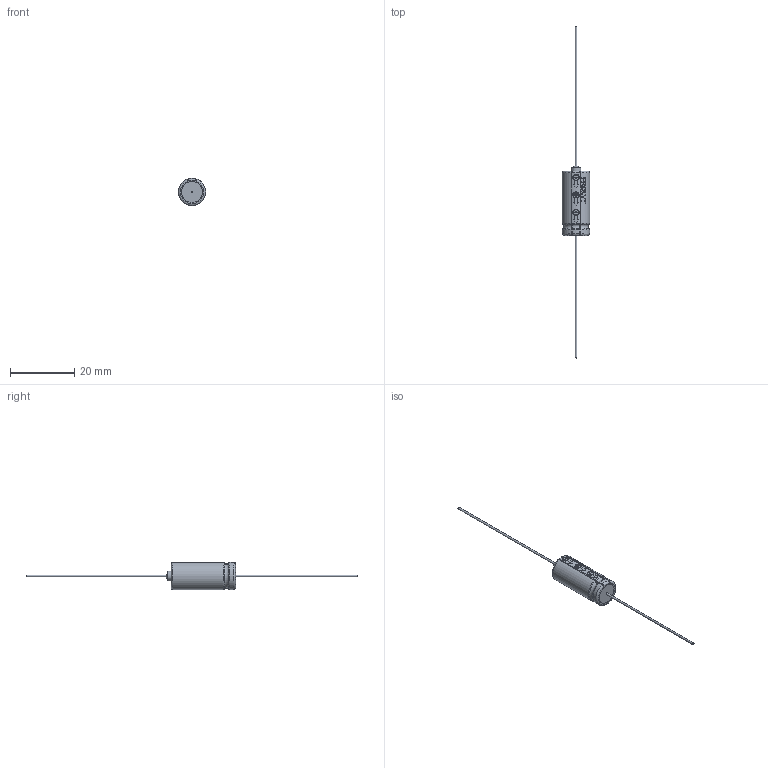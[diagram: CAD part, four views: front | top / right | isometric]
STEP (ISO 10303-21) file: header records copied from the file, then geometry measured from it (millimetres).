
FILE_DESCRIPTION(/* description */ (''),/* implementation_level */ '2;1');
FILE_NAME(/* name */ 'Elko axial 9_0x20_5 isoliert',/* time_stamp */ '2021-03-15T12:53:21+01:00',/* author */ ('Ronny Barwisch'),/* organization */ ('Frolyt Sondermaschinenbau'),/* preprocessor_version */ 'ST-DEVELOPER v16.7',/* originating_system */ 'DEX',/* authorisation */ $);
FILE_SCHEMA (('CONFIG_CONTROL_DESIGN'));
Length unit declared in the file: millimetre
Products named in the file (1): Elko axial 9_0x20_5 isoliert
Bounding box: 8.5 x 103 x 8.5 mm (x, y, z)
Volume: 1141.6 mm3; surface area: 812.7 mm2
Topology: 2 solids, 2 shells, 209 faces, 478 edges, 297 vertices
Faces by surface type: plane 99, bspline 51, cylinder 38, torus 21
Full cylindrical faces by diameter (mm): 0.6 x2, 3 x1, 6.5 x2
Entity records: 9391 total; most frequent: CARTESIAN_POINT 3510, ORIENTED_EDGE 934, DIRECTION 802, EDGE_CURVE 467, VERTEX_POINT 294, AXIS2_PLACEMENT_3D 279, LINE 244, VECTOR 244
